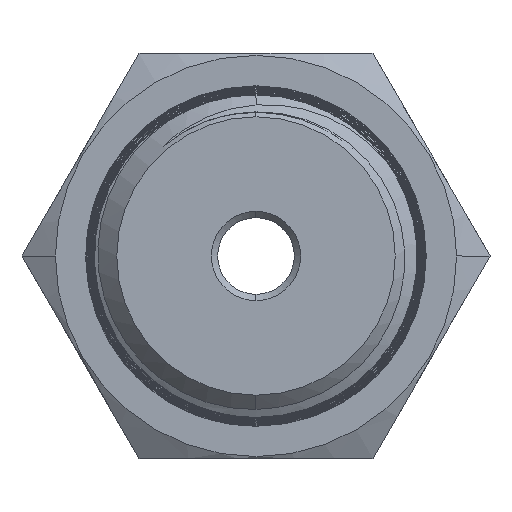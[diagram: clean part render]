
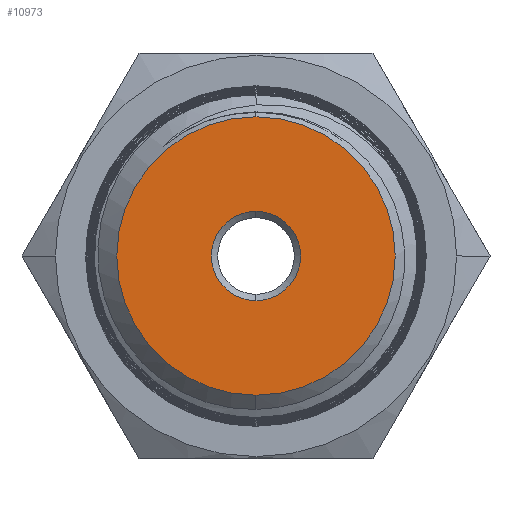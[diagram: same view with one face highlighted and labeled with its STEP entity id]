
A CAD part, left-side view. The second image highlights one B-rep face of the part: STEP entity #10973.
In plain terms, the highlighted planar face has unit normal (-1, 0, 0).
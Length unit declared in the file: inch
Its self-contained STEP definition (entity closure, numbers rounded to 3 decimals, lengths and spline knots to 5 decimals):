
#100 = DIRECTION ( 'NONE',  ( 0., 0., 1. ) ) ;
#690 = EDGE_LOOP ( 'NONE', ( #3842, #10789 ) ) ;
#1117 = DIRECTION ( 'NONE',  ( 1., 0., 0. ) ) ;
#1220 = EDGE_LOOP ( 'NONE', ( #15114, #2702 ) ) ;
#1556 = CIRCLE ( 'NONE', #13896, 0.3435 ) ;
#1733 = CIRCLE ( 'NONE', #2084, 0.11 ) ;
#1831 = CIRCLE ( 'NONE', #5396, 0.11 ) ;
#1885 = DIRECTION ( 'NONE',  ( 0., 0., 1. ) ) ;
#2084 = AXIS2_PLACEMENT_3D ( 'NONE', #3195, #4436, #1885 ) ;
#2440 = CARTESIAN_POINT ( 'NONE',  ( -2., -0.28868, 0.5 ) ) ;
#2493 = CARTESIAN_POINT ( 'NONE',  ( -2., 0., 0. ) ) ;
#2702 = ORIENTED_EDGE ( 'NONE', *, *, #2815, .F. ) ;
#2815 = EDGE_CURVE ( 'NONE', #14594, #8837, #1831, .T. ) ;
#3036 = CARTESIAN_POINT ( 'NONE',  ( -2., 0., 0. ) ) ;
#3139 = DIRECTION ( 'NONE',  ( 0., 0., 1. ) ) ;
#3195 = CARTESIAN_POINT ( 'NONE',  ( -2., 0., 0. ) ) ;
#3842 = ORIENTED_EDGE ( 'NONE', *, *, #11475, .T. ) ;
#4436 = DIRECTION ( 'NONE',  ( -1., 0., 0. ) ) ;
#5396 = AXIS2_PLACEMENT_3D ( 'NONE', #14361, #6970, #8182 ) ;
#5494 = AXIS2_PLACEMENT_3D ( 'NONE', #2440, #1117, #12192 ) ;
#5539 = CIRCLE ( 'NONE', #13592, 0.3435 ) ;
#6020 = PLANE ( 'NONE',  #5494 ) ;
#6970 = DIRECTION ( 'NONE',  ( -1., 0., 0. ) ) ;
#7365 = CARTESIAN_POINT ( 'NONE',  ( -2., 0., -0.11 ) ) ;
#7833 = VERTEX_POINT ( 'NONE', #9236 ) ;
#8182 = DIRECTION ( 'NONE',  ( 0., 0., 1. ) ) ;
#8837 = VERTEX_POINT ( 'NONE', #15463 ) ;
#9002 = EDGE_CURVE ( 'NONE', #7833, #9620, #5539, .T. ) ;
#9236 = CARTESIAN_POINT ( 'NONE',  ( -2., 0., 0.3435 ) ) ;
#9620 = VERTEX_POINT ( 'NONE', #13715 ) ;
#10789 = ORIENTED_EDGE ( 'NONE', *, *, #9002, .T. ) ;
#10973 = ADVANCED_FACE ( 'NONE', ( #13456, #13071 ), #6020, .F. ) ;
#11475 = EDGE_CURVE ( 'NONE', #9620, #7833, #1556, .T. ) ;
#11754 = DIRECTION ( 'NONE',  ( -1., 0., 0. ) ) ;
#12192 = DIRECTION ( 'NONE',  ( 0., 0., -1. ) ) ;
#13071 = FACE_OUTER_BOUND ( 'NONE', #690, .T. ) ;
#13456 = FACE_BOUND ( 'NONE', #1220, .T. ) ;
#13592 = AXIS2_PLACEMENT_3D ( 'NONE', #2493, #13795, #100 ) ;
#13715 = CARTESIAN_POINT ( 'NONE',  ( -2., 0., -0.3435 ) ) ;
#13795 = DIRECTION ( 'NONE',  ( -1., 0., 0. ) ) ;
#13896 = AXIS2_PLACEMENT_3D ( 'NONE', #3036, #11754, #3139 ) ;
#14361 = CARTESIAN_POINT ( 'NONE',  ( -2., 0., 0. ) ) ;
#14594 = VERTEX_POINT ( 'NONE', #7365 ) ;
#14812 = EDGE_CURVE ( 'NONE', #8837, #14594, #1733, .T. ) ;
#15114 = ORIENTED_EDGE ( 'NONE', *, *, #14812, .F. ) ;
#15463 = CARTESIAN_POINT ( 'NONE',  ( -2., 0., 0.11 ) ) ;
